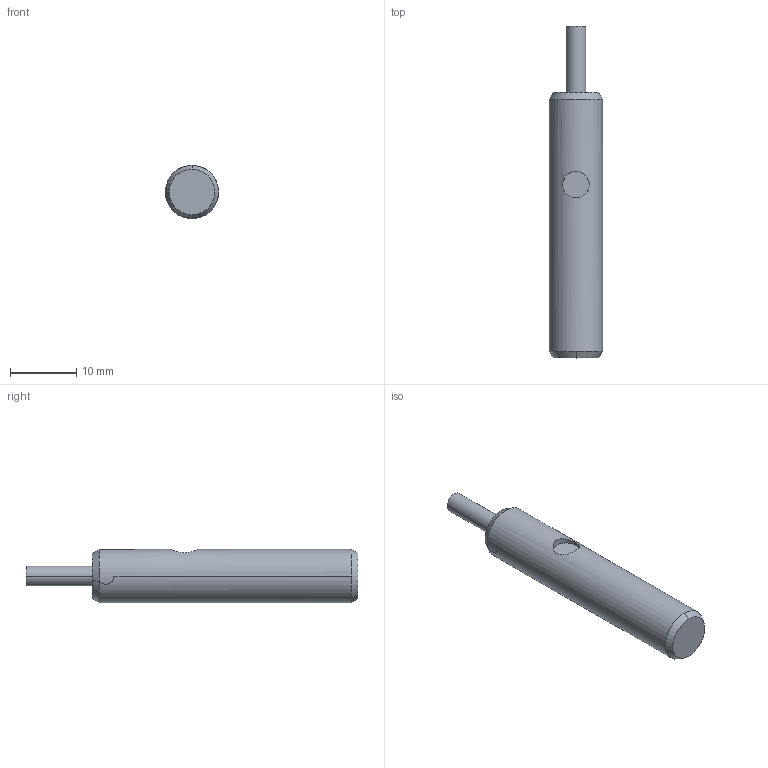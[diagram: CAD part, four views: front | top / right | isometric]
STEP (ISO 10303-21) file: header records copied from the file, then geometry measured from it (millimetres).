
FILE_DESCRIPTION((''),'2;1');
FILE_NAME('CAD-7067','2020-09-30T07:51:49',('creinig-se'),(''),'CREO PARAMETRIC BY PTC INC, 2019292','CREO PARAMETRIC BY PTC INC, 2019292','');
FILE_SCHEMA(('CONFIG_CONTROL_DESIGN','SHAPE_APPEARANCE_LAYERS_GROUPS'));
Length unit declared in the file: millimetre
Products named in the file (1): CAD-7067
Bounding box: 8 x 50 x 8 mm (x, y, z)
Volume: 2056 mm3; surface area: 1185.1 mm2
Topology: 1 solids, 1 shells, 14 faces, 86 edges, 82 vertices
Faces by surface type: cylinder 6, plane 4, cone 4
Entity records: 1201 total; most frequent: CARTESIAN_POINT 187, DIRECTION 142, PRESENTATION_STYLE_ASSIGNMENT 92, STYLED_ITEM 88, CURVE_STYLE 87, ORIENTED_EDGE 64, TRIMMED_CURVE 54, VECTOR 48
